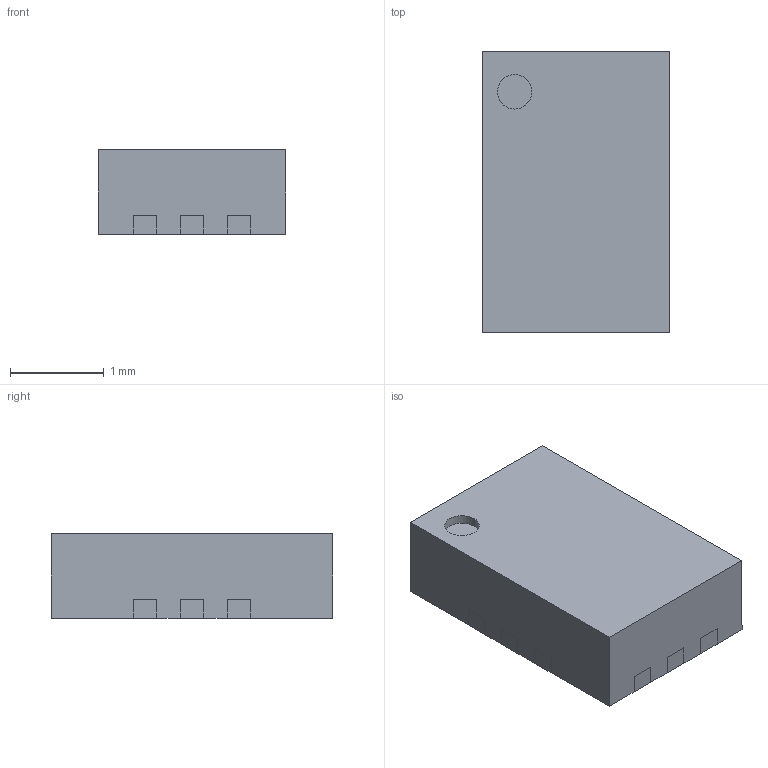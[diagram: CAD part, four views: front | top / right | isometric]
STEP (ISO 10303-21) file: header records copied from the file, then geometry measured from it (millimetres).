
FILE_DESCRIPTION (( 'STEP AP214' ), '1' );
FILE_NAME ('QFN12_MP2145.STEP', '2020-04-03T12:06:35', ( '' ), ( '' ), 'SwSTEP 2.0', 'SolidWorks 2017', '' );
FILE_SCHEMA (( 'AUTOMOTIVE_DESIGN' ));
Length unit declared in the file: millimetre
Products named in the file (17): s0_4x0_25x0_2r; s0_6x0_25x0_2r; QFN12_MP2145; chip_2x3x0_9
Assembly tree (13 placements, depth 2):
  s0_4x0_25x0_2r
  s0_4x0_25x0_2r
  s0_6x0_25x0_2r
  s0_6x0_25x0_2r
  s0_4x0_25x0_2r
Bounding box: 2 x 3 x 0.9 mm (x, y, z)
Volume: 5.4 mm3; surface area: 29.8 mm2
Topology: 13 solids, 13 shells, 177 faces, 450 edges, 300 vertices
Faces by surface type: plane 127, cylinder 50
Entity records: 3518 total; most frequent: CARTESIAN_POINT 564, DIRECTION 558, ORIENTED_EDGE 540, EDGE_CURVE 270, LINE 210, VECTOR 210, VERTEX_POINT 180, AXIS2_PLACEMENT_3D 174
